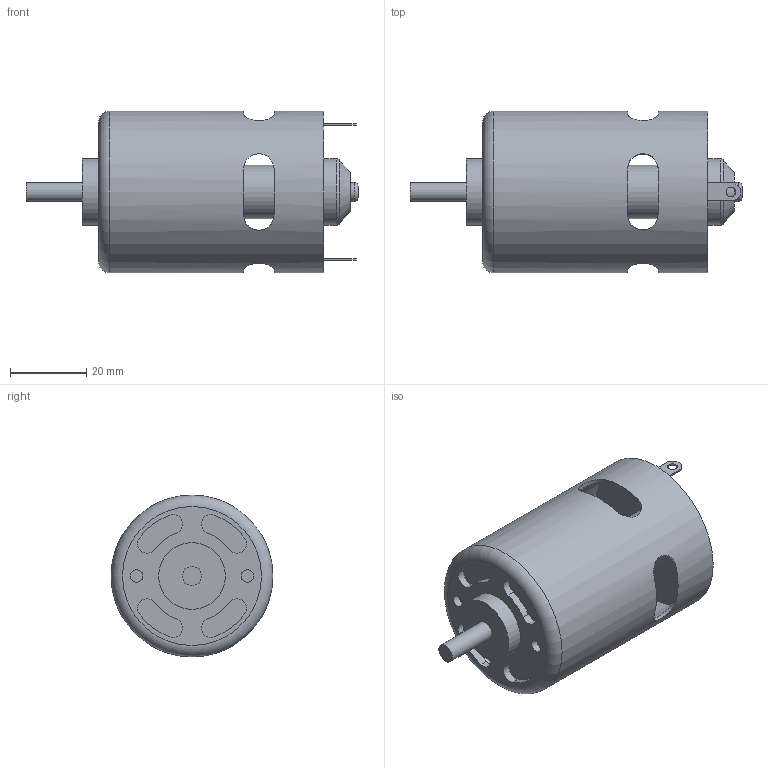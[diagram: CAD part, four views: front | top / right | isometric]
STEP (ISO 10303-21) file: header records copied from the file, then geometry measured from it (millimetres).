
FILE_DESCRIPTION( ( 'Unknown' ), '1' );
FILE_NAME( '750+755 Series.stp', 'Unknown', ( 'Unknown' ), ( 'Unknown' ), 'PSStep 17.0.49', 'Unknown', ' ' );
FILE_SCHEMA( ( 'AUTOMOTIVE_DESIGN { 1 0 10303 214 1 1 1 1 }' ) );
Length unit declared in the file: millimetre
Products named in the file (1): 1
Bounding box: 87 x 42.4 x 42.4 mm (x, y, z)
Volume: 53801.4 mm3; surface area: 26312.9 mm2
Topology: 1 solids, 1 shells, 73 faces, 188 edges, 125 vertices
Faces by surface type: cylinder 37, plane 32, torus 3, cone 1
Full cylindrical faces by diameter (mm): 2.5 x2, 3.242 x2, 5 x2, 10 x1, 14 x1, 17.5 x2, 38 x1, 40.4 x1, 42.4 x1
Entity records: 3270 total; most frequent: CARTESIAN_POINT 914, DIRECTION 372, ORIENTED_EDGE 324, EDGE_CURVE 162, AXIS2_PLACEMENT_3D 152, EDGE_LOOP 124, VERTEX_POINT 118, FACE_OUTER_BOUND 89
